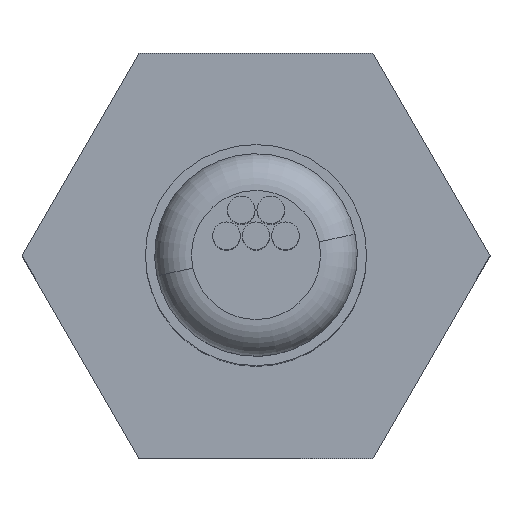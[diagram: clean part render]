
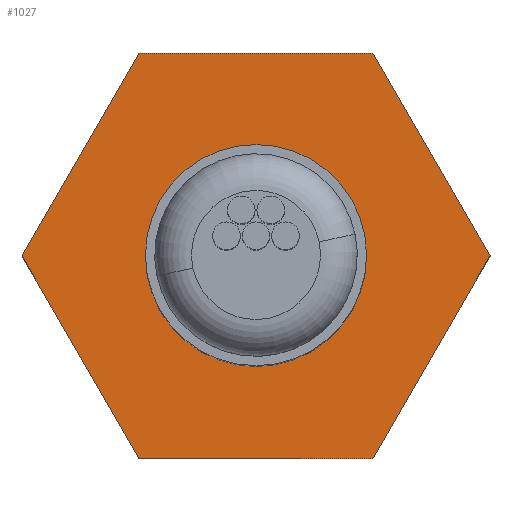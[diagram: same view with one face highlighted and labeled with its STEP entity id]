
A CAD part, top view. The second image highlights one B-rep face of the part: STEP entity #1027.
In plain terms, the highlighted planar face has unit normal (0, 0, 1).
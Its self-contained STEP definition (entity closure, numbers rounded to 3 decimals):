
#4 = CARTESIAN_POINT ( 'NONE',  ( 6., 0., 34.5 ) ) ;
#19 = CARTESIAN_POINT ( 'NONE',  ( -12.702, 0., 34.5 ) ) ;
#39 = CARTESIAN_POINT ( 'NONE',  ( -6.351, -11., 34.5 ) ) ;
#56 = DIRECTION ( 'NONE',  ( -1., 0., 0. ) ) ;
#107 = ORIENTED_EDGE ( 'NONE', *, *, #339, .F. ) ;
#110 = VECTOR ( 'NONE', #465, 1000. ) ;
#123 = DIRECTION ( 'NONE',  ( 1., 0., 0. ) ) ;
#151 = LINE ( 'NONE', #263, #625 ) ;
#175 = CARTESIAN_POINT ( 'NONE',  ( -6.351, -11., 34.5 ) ) ;
#189 = CARTESIAN_POINT ( 'NONE',  ( 6.351, -11., 34.5 ) ) ;
#263 = CARTESIAN_POINT ( 'NONE',  ( -6.351, 11., 34.5 ) ) ;
#268 = VERTEX_POINT ( 'NONE', #403 ) ;
#277 = EDGE_CURVE ( 'NONE', #416, #651, #855, .T. ) ;
#308 = PLANE ( 'NONE',  #364 ) ;
#314 = FACE_OUTER_BOUND ( 'NONE', #441, .T. ) ;
#328 = EDGE_CURVE ( 'NONE', #918, #1289, #1572, .T. ) ;
#339 = EDGE_CURVE ( 'NONE', #1289, #431, #151, .T. ) ;
#355 = ORIENTED_EDGE ( 'NONE', *, *, #1337, .F. ) ;
#360 = ORIENTED_EDGE ( 'NONE', *, *, #1164, .F. ) ;
#364 = AXIS2_PLACEMENT_3D ( 'NONE', #572, #843, #56 ) ;
#403 = CARTESIAN_POINT ( 'NONE',  ( 6.351, -11., 34.5 ) ) ;
#416 = VERTEX_POINT ( 'NONE', #4 ) ;
#431 = VERTEX_POINT ( 'NONE', #1543 ) ;
#440 = DIRECTION ( 'NONE',  ( -0.5, 0.866, 0. ) ) ;
#441 = EDGE_LOOP ( 'NONE', ( #685, #1591, #355, #360, #107, #1574 ) ) ;
#460 = CARTESIAN_POINT ( 'NONE',  ( 12.702, 0., 34.5 ) ) ;
#465 = DIRECTION ( 'NONE',  ( -1., 0., 0. ) ) ;
#472 = LINE ( 'NONE', #1502, #1172 ) ;
#497 = VERTEX_POINT ( 'NONE', #39 ) ;
#537 = DIRECTION ( 'NONE',  ( -1., 0., 0. ) ) ;
#565 = LINE ( 'NONE', #460, #1537 ) ;
#572 = CARTESIAN_POINT ( 'NONE',  ( 0., 0., 34.5 ) ) ;
#576 = CARTESIAN_POINT ( 'NONE',  ( -6., 0., 34.5 ) ) ;
#587 = DIRECTION ( 'NONE',  ( -1., 0., 0. ) ) ;
#605 = LINE ( 'NONE', #175, #1375 ) ;
#625 = VECTOR ( 'NONE', #123, 1000. ) ;
#631 = CARTESIAN_POINT ( 'NONE',  ( 12.702, 0., 34.5 ) ) ;
#651 = VERTEX_POINT ( 'NONE', #576 ) ;
#661 = DIRECTION ( 'NONE',  ( 0., 0., -1. ) ) ;
#685 = ORIENTED_EDGE ( 'NONE', *, *, #1616, .F. ) ;
#689 = AXIS2_PLACEMENT_3D ( 'NONE', #703, #963, #587 ) ;
#703 = CARTESIAN_POINT ( 'NONE',  ( 0., 0., 34.5 ) ) ;
#712 = ORIENTED_EDGE ( 'NONE', *, *, #1551, .T. ) ;
#843 = DIRECTION ( 'NONE',  ( 0., 0., -1. ) ) ;
#855 = CIRCLE ( 'NONE', #1215, 6. ) ;
#879 = LINE ( 'NONE', #189, #110 ) ;
#918 = VERTEX_POINT ( 'NONE', #1142 ) ;
#959 = FACE_BOUND ( 'NONE', #1404, .T. ) ;
#963 = DIRECTION ( 'NONE',  ( 0., 0., -1. ) ) ;
#967 = CARTESIAN_POINT ( 'NONE',  ( -6.351, 11., 34.5 ) ) ;
#987 = DIRECTION ( 'NONE',  ( 0.5, -0.866, 0. ) ) ;
#1027 = ADVANCED_FACE ( 'NONE', ( #959, #314 ), #308, .F. ) ;
#1142 = CARTESIAN_POINT ( 'NONE',  ( -12.702, 0., 34.5 ) ) ;
#1155 = CARTESIAN_POINT ( 'NONE',  ( 0., 0., 34.5 ) ) ;
#1160 = DIRECTION ( 'NONE',  ( 0.5, 0.866, 0. ) ) ;
#1164 = EDGE_CURVE ( 'NONE', #431, #1370, #472, .T. ) ;
#1172 = VECTOR ( 'NONE', #987, 1000. ) ;
#1215 = AXIS2_PLACEMENT_3D ( 'NONE', #1155, #661, #537 ) ;
#1282 = EDGE_CURVE ( 'NONE', #268, #497, #879, .T. ) ;
#1289 = VERTEX_POINT ( 'NONE', #967 ) ;
#1337 = EDGE_CURVE ( 'NONE', #1370, #268, #565, .T. ) ;
#1370 = VERTEX_POINT ( 'NONE', #631 ) ;
#1375 = VECTOR ( 'NONE', #440, 1000. ) ;
#1404 = EDGE_LOOP ( 'NONE', ( #712, #1524 ) ) ;
#1459 = VECTOR ( 'NONE', #1160, 1000. ) ;
#1502 = CARTESIAN_POINT ( 'NONE',  ( 6.351, 11., 34.5 ) ) ;
#1505 = DIRECTION ( 'NONE',  ( -0.5, -0.866, 0. ) ) ;
#1524 = ORIENTED_EDGE ( 'NONE', *, *, #277, .T. ) ;
#1537 = VECTOR ( 'NONE', #1505, 1000. ) ;
#1543 = CARTESIAN_POINT ( 'NONE',  ( 6.351, 11., 34.5 ) ) ;
#1551 = EDGE_CURVE ( 'NONE', #651, #416, #1610, .T. ) ;
#1572 = LINE ( 'NONE', #19, #1459 ) ;
#1574 = ORIENTED_EDGE ( 'NONE', *, *, #328, .F. ) ;
#1591 = ORIENTED_EDGE ( 'NONE', *, *, #1282, .F. ) ;
#1610 = CIRCLE ( 'NONE', #689, 6. ) ;
#1616 = EDGE_CURVE ( 'NONE', #497, #918, #605, .T. ) ;
